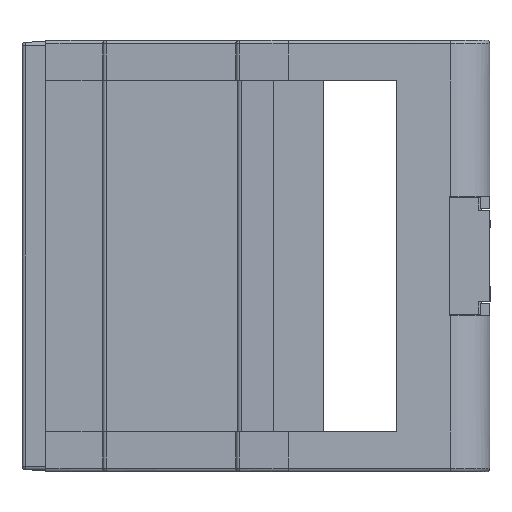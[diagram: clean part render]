
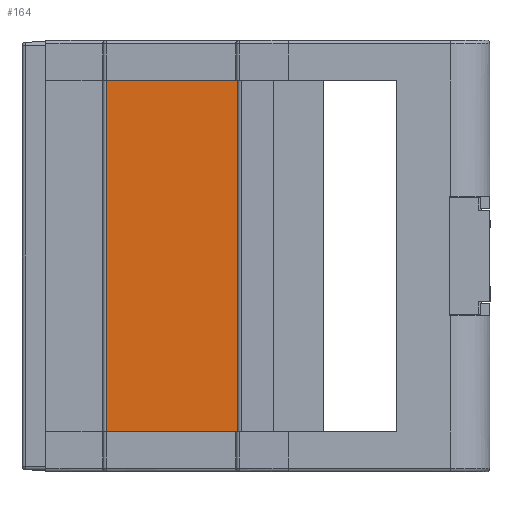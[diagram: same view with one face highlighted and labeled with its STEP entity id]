
A CAD part, left-side view. The second image highlights one B-rep face of the part: STEP entity #164.
In plain terms, the highlighted planar face has unit normal (-1, 0, 0).
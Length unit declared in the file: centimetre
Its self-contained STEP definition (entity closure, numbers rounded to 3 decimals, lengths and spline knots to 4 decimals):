
#164 = ADVANCED_FACE ( 'NONE', ( #5313 ), #15559, .F. ) ;
#638 = DIRECTION ( 'NONE',  ( 0., 1., 0. ) ) ;
#2158 = LINE ( 'NONE', #23108, #22981 ) ;
#2197 = VERTEX_POINT ( 'NONE', #10561 ) ;
#2294 = LINE ( 'NONE', #13027, #12613 ) ;
#4931 = DIRECTION ( 'NONE',  ( 0., 0., 1. ) ) ;
#5313 = FACE_OUTER_BOUND ( 'NONE', #8077, .T. ) ;
#5461 = CARTESIAN_POINT ( 'NONE',  ( -3.0806, 3.5965, -7.1162 ) ) ;
#7615 = EDGE_CURVE ( 'NONE', #13807, #2197, #23299, .T. ) ;
#8077 = EDGE_LOOP ( 'NONE', ( #24123, #17830, #17402, #19987 ) ) ;
#8218 = LINE ( 'NONE', #23434, #12086 ) ;
#9355 = DIRECTION ( 'NONE',  ( 0., 1., 0. ) ) ;
#9375 = CARTESIAN_POINT ( 'NONE',  ( -3.0806, 1.9693, -0.5 ) ) ;
#9528 = DIRECTION ( 'NONE',  ( 0., 1., 0. ) ) ;
#10561 = CARTESIAN_POINT ( 'NONE',  ( -3.0806, 3.5965, -0.5 ) ) ;
#12086 = VECTOR ( 'NONE', #9355, 100. ) ;
#12613 = VECTOR ( 'NONE', #4931, 100. ) ;
#13027 = CARTESIAN_POINT ( 'NONE',  ( -3.0806, 1.9693, -7.1162 ) ) ;
#13134 = EDGE_CURVE ( 'NONE', #19949, #13807, #8218, .T. ) ;
#13557 = DIRECTION ( 'NONE',  ( 0., 0., 1. ) ) ;
#13635 = CARTESIAN_POINT ( 'NONE',  ( -3.0806, 3.5965, -7.1162 ) ) ;
#13807 = VERTEX_POINT ( 'NONE', #15332 ) ;
#15332 = CARTESIAN_POINT ( 'NONE',  ( -3.0806, 3.5965, -4.85 ) ) ;
#15559 = PLANE ( 'NONE',  #26542 ) ;
#16890 = VECTOR ( 'NONE', #13557, 100. ) ;
#17402 = ORIENTED_EDGE ( 'NONE', *, *, #20876, .T. ) ;
#17830 = ORIENTED_EDGE ( 'NONE', *, *, #13134, .F. ) ;
#18412 = CARTESIAN_POINT ( 'NONE',  ( -3.0806, 1.9693, -4.85 ) ) ;
#19353 = EDGE_CURVE ( 'NONE', #21856, #2197, #2158, .T. ) ;
#19697 = DIRECTION ( 'NONE',  ( 1., 0., 0. ) ) ;
#19949 = VERTEX_POINT ( 'NONE', #18412 ) ;
#19987 = ORIENTED_EDGE ( 'NONE', *, *, #19353, .T. ) ;
#20876 = EDGE_CURVE ( 'NONE', #19949, #21856, #2294, .T. ) ;
#21856 = VERTEX_POINT ( 'NONE', #9375 ) ;
#22981 = VECTOR ( 'NONE', #638, 100. ) ;
#23108 = CARTESIAN_POINT ( 'NONE',  ( -3.0806, 3.5965, -0.5 ) ) ;
#23299 = LINE ( 'NONE', #5461, #16890 ) ;
#23434 = CARTESIAN_POINT ( 'NONE',  ( -3.0806, 3.5965, -4.85 ) ) ;
#24123 = ORIENTED_EDGE ( 'NONE', *, *, #7615, .F. ) ;
#26542 = AXIS2_PLACEMENT_3D ( 'NONE', #13635, #19697, #9528 ) ;
